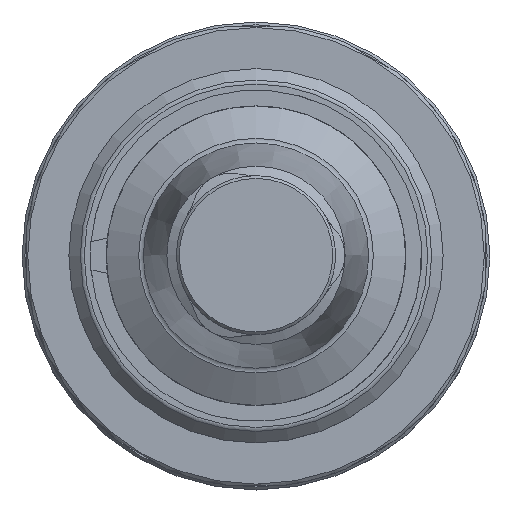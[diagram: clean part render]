
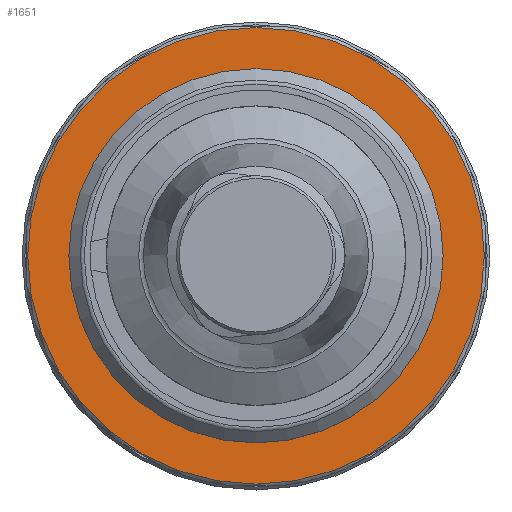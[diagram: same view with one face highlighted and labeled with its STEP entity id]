
A CAD part, top view. The second image highlights one B-rep face of the part: STEP entity #1651.
In plain terms, the highlighted planar face has unit normal (0, 0, 1).
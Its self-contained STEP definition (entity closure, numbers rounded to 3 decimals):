
#39=PLANE('',#1830);
#546=ORIENTED_EDGE('',*,*,#927,.T.);
#547=ORIENTED_EDGE('',*,*,#928,.F.);
#927=EDGE_CURVE('',#1117,#1117,#1228,.T.);
#928=EDGE_CURVE('',#1118,#1118,#1229,.T.);
#1117=VERTEX_POINT('',#2858);
#1118=VERTEX_POINT('',#2861);
#1228=CIRCLE('',#1829,19.65);
#1229=CIRCLE('',#1831,24.4);
#1351=EDGE_LOOP('',(#546));
#1352=EDGE_LOOP('',(#547));
#1506=FACE_BOUND('',#1351,.T.);
#1507=FACE_BOUND('',#1352,.T.);
#1651=ADVANCED_FACE('',(#1506,#1507),#39,.F.);
#1829=AXIS2_PLACEMENT_3D('',#2857,#2185,#2186);
#1830=AXIS2_PLACEMENT_3D('',#2859,#2187,#2188);
#1831=AXIS2_PLACEMENT_3D('',#2860,#2189,#2190);
#2185=DIRECTION('',(0.,0.,-1.));
#2186=DIRECTION('',(1.,0.,0.));
#2187=DIRECTION('',(0.,0.,-1.));
#2188=DIRECTION('',(1.,0.,0.));
#2189=DIRECTION('',(0.,0.,-1.));
#2190=DIRECTION('',(1.,0.,0.));
#2857=CARTESIAN_POINT('',(0.,0.,-1.));
#2858=CARTESIAN_POINT('',(19.65,0.,-1.));
#2859=CARTESIAN_POINT('',(19.65,0.,-1.));
#2860=CARTESIAN_POINT('',(0.,0.,-1.));
#2861=CARTESIAN_POINT('',(24.4,0.,-1.));
